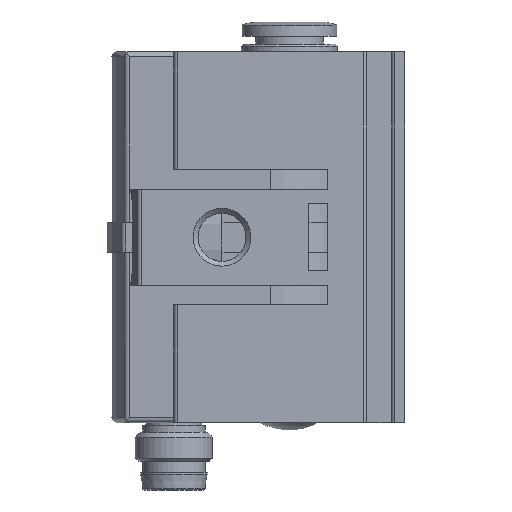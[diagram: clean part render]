
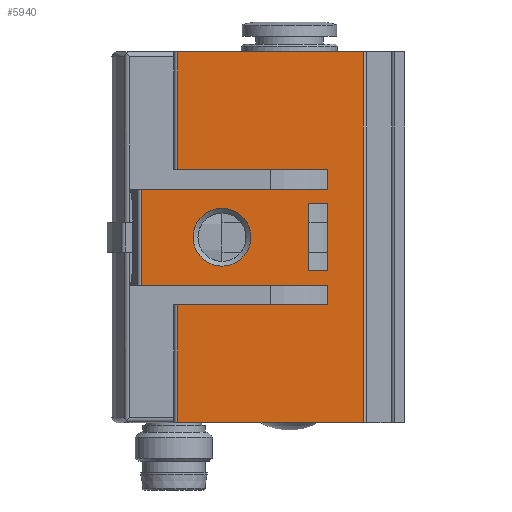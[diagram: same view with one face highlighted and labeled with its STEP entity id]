
A CAD part, left-side view. The second image highlights one B-rep face of the part: STEP entity #5940.
In plain terms, the highlighted face is planar.
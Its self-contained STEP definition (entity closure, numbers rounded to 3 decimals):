
#355=LINE('',#9033,#827);
#384=LINE('',#9129,#856);
#400=LINE('',#9166,#872);
#401=LINE('',#9169,#873);
#402=LINE('',#9171,#874);
#403=LINE('',#9173,#875);
#404=LINE('',#9175,#876);
#405=LINE('',#9177,#877);
#406=LINE('',#9179,#878);
#407=LINE('',#9181,#879);
#408=LINE('',#9182,#880);
#409=LINE('',#9183,#881);
#410=LINE('',#9184,#882);
#411=LINE('',#9187,#883);
#412=LINE('',#9189,#884);
#413=LINE('',#9191,#885);
#827=VECTOR('',#7365,1000.);
#856=VECTOR('',#7436,1000.);
#872=VECTOR('',#7464,1000.);
#873=VECTOR('',#7465,1000.);
#874=VECTOR('',#7466,1000.);
#875=VECTOR('',#7467,1000.);
#876=VECTOR('',#7468,1000.);
#877=VECTOR('',#7469,1000.);
#878=VECTOR('',#7470,1000.);
#879=VECTOR('',#7471,1000.);
#880=VECTOR('',#7472,1000.);
#881=VECTOR('',#7473,1000.);
#882=VECTOR('',#7474,1000.);
#883=VECTOR('',#7475,1000.);
#884=VECTOR('',#7476,1000.);
#885=VECTOR('',#7477,1000.);
#1137=PLANE('',#6395);
#1954=ORIENTED_EDGE('',*,*,#3171,.F.);
#1955=ORIENTED_EDGE('',*,*,#3172,.F.);
#1956=ORIENTED_EDGE('',*,*,#3173,.F.);
#1957=ORIENTED_EDGE('',*,*,#3174,.T.);
#1958=ORIENTED_EDGE('',*,*,#3175,.F.);
#1959=ORIENTED_EDGE('',*,*,#3176,.F.);
#1960=ORIENTED_EDGE('',*,*,#3177,.F.);
#1961=ORIENTED_EDGE('',*,*,#3178,.F.);
#1962=ORIENTED_EDGE('',*,*,#3179,.F.);
#1963=ORIENTED_EDGE('',*,*,#3153,.F.);
#1964=ORIENTED_EDGE('',*,*,#3180,.T.);
#1965=ORIENTED_EDGE('',*,*,#3104,.T.);
#1966=ORIENTED_EDGE('',*,*,#3181,.F.);
#1967=ORIENTED_EDGE('',*,*,#3182,.F.);
#1968=ORIENTED_EDGE('',*,*,#3183,.F.);
#1969=ORIENTED_EDGE('',*,*,#3184,.F.);
#1970=ORIENTED_EDGE('',*,*,#3185,.F.);
#3104=EDGE_CURVE('',#3768,#3767,#355,.T.);
#3153=EDGE_CURVE('',#3813,#3814,#384,.T.);
#3171=EDGE_CURVE('',#3828,#3828,#4127,.T.);
#3172=EDGE_CURVE('',#3829,#3830,#400,.T.);
#3173=EDGE_CURVE('',#3831,#3829,#401,.T.);
#3174=EDGE_CURVE('',#3831,#3832,#402,.T.);
#3175=EDGE_CURVE('',#3833,#3832,#403,.T.);
#3176=EDGE_CURVE('',#3834,#3833,#404,.T.);
#3177=EDGE_CURVE('',#3835,#3834,#405,.T.);
#3178=EDGE_CURVE('',#3836,#3835,#406,.T.);
#3179=EDGE_CURVE('',#3814,#3836,#407,.T.);
#3180=EDGE_CURVE('',#3813,#3768,#408,.T.);
#3181=EDGE_CURVE('',#3830,#3767,#409,.T.);
#3182=EDGE_CURVE('',#3837,#3838,#410,.T.);
#3183=EDGE_CURVE('',#3839,#3837,#411,.T.);
#3184=EDGE_CURVE('',#3840,#3839,#412,.T.);
#3185=EDGE_CURVE('',#3838,#3840,#413,.T.);
#3767=VERTEX_POINT('',#9032);
#3768=VERTEX_POINT('',#9034);
#3813=VERTEX_POINT('',#9128);
#3814=VERTEX_POINT('',#9130);
#3828=VERTEX_POINT('',#9165);
#3829=VERTEX_POINT('',#9167);
#3830=VERTEX_POINT('',#9168);
#3831=VERTEX_POINT('',#9170);
#3832=VERTEX_POINT('',#9172);
#3833=VERTEX_POINT('',#9174);
#3834=VERTEX_POINT('',#9176);
#3835=VERTEX_POINT('',#9178);
#3836=VERTEX_POINT('',#9180);
#3837=VERTEX_POINT('',#9185);
#3838=VERTEX_POINT('',#9186);
#3839=VERTEX_POINT('',#9188);
#3840=VERTEX_POINT('',#9190);
#4127=CIRCLE('',#6396,3.);
#4348=EDGE_LOOP('',(#1954));
#4349=EDGE_LOOP('',(#1955,#1956,#1957,#1958,#1959,#1960,#1961,#1962,#1963,
#1964,#1965,#1966));
#4350=EDGE_LOOP('',(#1967,#1968,#1969,#1970));
#4693=FACE_BOUND('',#4348,.T.);
#4694=FACE_BOUND('',#4349,.T.);
#4695=FACE_BOUND('',#4350,.T.);
#5940=ADVANCED_FACE('',(#4693,#4694,#4695),#1137,.F.);
#6395=AXIS2_PLACEMENT_3D('',#9163,#7460,#7461);
#6396=AXIS2_PLACEMENT_3D('',#9164,#7462,#7463);
#7365=DIRECTION('',(0.,1.,0.));
#7436=DIRECTION('',(0.,1.,0.));
#7460=DIRECTION('',(0.,0.,1.));
#7461=DIRECTION('',(1.,0.,0.));
#7462=DIRECTION('',(0.,0.,-1.));
#7463=DIRECTION('',(-1.,0.,0.));
#7464=DIRECTION('',(0.,1.,0.));
#7465=DIRECTION('',(-1.,0.,0.));
#7466=DIRECTION('',(0.,1.,0.));
#7467=DIRECTION('',(-1.,0.,0.));
#7468=DIRECTION('',(0.,1.,0.));
#7469=DIRECTION('',(-1.,0.,0.));
#7470=DIRECTION('',(0.,-1.,0.));
#7471=DIRECTION('',(-1.,0.,0.));
#7472=DIRECTION('',(-1.,0.,0.));
#7473=DIRECTION('',(-1.,0.,0.));
#7474=DIRECTION('',(1.,0.,0.));
#7475=DIRECTION('',(0.,1.,0.));
#7476=DIRECTION('',(-1.,0.,0.));
#7477=DIRECTION('',(0.,-1.,0.));
#9032=CARTESIAN_POINT('',(-19.25,23.6,-10.));
#9033=CARTESIAN_POINT('',(-19.25,4.32,-10.));
#9034=CARTESIAN_POINT('',(-19.25,4.32,-10.));
#9128=CARTESIAN_POINT('',(19.25,4.32,-10.));
#9129=CARTESIAN_POINT('',(19.25,4.32,-10.));
#9130=CARTESIAN_POINT('',(19.25,23.6,-10.));
#9163=CARTESIAN_POINT('',(19.25,4.32,-10.));
#9164=CARTESIAN_POINT('',(0.,19.,-10.));
#9165=CARTESIAN_POINT('',(-3.,19.,-10.));
#9166=CARTESIAN_POINT('',(-7.,4.32,-10.));
#9167=CARTESIAN_POINT('',(-7.,8.,-10.));
#9168=CARTESIAN_POINT('',(-7.,23.6,-10.));
#9169=CARTESIAN_POINT('',(19.25,8.,-10.));
#9170=CARTESIAN_POINT('',(-5.,8.,-10.));
#9171=CARTESIAN_POINT('',(-5.,8.,-10.));
#9172=CARTESIAN_POINT('',(-5.,27.402,-10.));
#9173=CARTESIAN_POINT('',(5.,27.402,-10.));
#9174=CARTESIAN_POINT('',(5.,27.402,-10.));
#9175=CARTESIAN_POINT('',(5.,8.,-10.));
#9176=CARTESIAN_POINT('',(5.,8.,-10.));
#9177=CARTESIAN_POINT('',(19.25,8.,-10.));
#9178=CARTESIAN_POINT('',(7.,8.,-10.));
#9179=CARTESIAN_POINT('',(7.,4.32,-10.));
#9180=CARTESIAN_POINT('',(7.,23.6,-10.));
#9181=CARTESIAN_POINT('',(19.25,23.6,-10.));
#9182=CARTESIAN_POINT('',(19.25,4.32,-10.));
#9183=CARTESIAN_POINT('',(19.25,23.6,-10.));
#9184=CARTESIAN_POINT('',(19.25,10.,-10.));
#9185=CARTESIAN_POINT('',(-3.5,10.,-10.));
#9186=CARTESIAN_POINT('',(3.5,10.,-10.));
#9187=CARTESIAN_POINT('',(-3.5,4.32,-10.));
#9188=CARTESIAN_POINT('',(-3.5,8.,-10.));
#9189=CARTESIAN_POINT('',(19.25,8.,-10.));
#9190=CARTESIAN_POINT('',(3.5,8.,-10.));
#9191=CARTESIAN_POINT('',(3.5,4.32,-10.));
